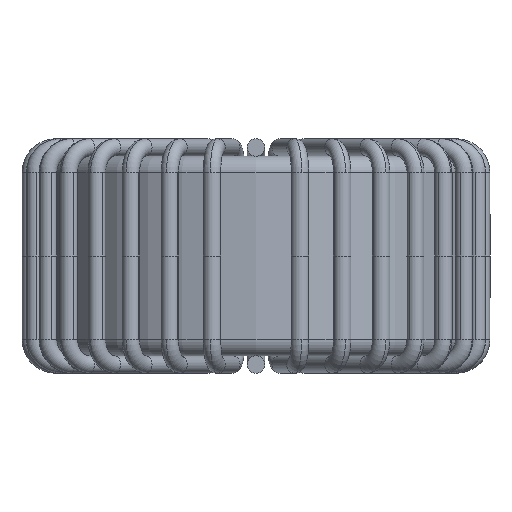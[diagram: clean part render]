
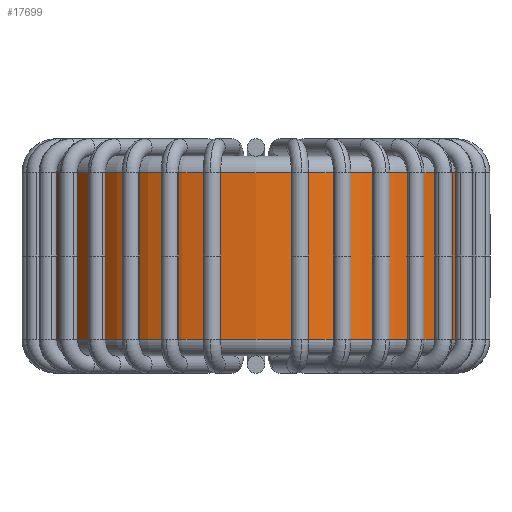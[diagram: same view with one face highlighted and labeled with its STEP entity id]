
A CAD part, front view. The second image highlights one B-rep face of the part: STEP entity #17699.
In plain terms, the highlighted cylindrical face has radius 19.848 mm (diameter 39.697 mm), a partial arc.
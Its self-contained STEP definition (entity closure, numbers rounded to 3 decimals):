
#169 = DIRECTION ( 'NONE',  ( -1., 0., 0. ) ) ;
#692 = DIRECTION ( 'NONE',  ( 0., 0., 1. ) ) ;
#1172 = VERTEX_POINT ( 'NONE', #1441 ) ;
#1310 = ORIENTED_EDGE ( 'NONE', *, *, #3226, .T. ) ;
#1441 = CARTESIAN_POINT ( 'NONE',  ( 19.848, 0., -7.65 ) ) ;
#1512 = DIRECTION ( 'NONE',  ( 0., 0., -1. ) ) ;
#1839 = LINE ( 'NONE', #16101, #5321 ) ;
#2031 = CARTESIAN_POINT ( 'NONE',  ( 0., 0., -7.65 ) ) ;
#2130 = AXIS2_PLACEMENT_3D ( 'NONE', #14000, #5566, #169 ) ;
#2215 = DIRECTION ( 'NONE',  ( 1., 0., 0. ) ) ;
#2438 = CIRCLE ( 'NONE', #11663, 19.848 ) ;
#3226 = EDGE_CURVE ( 'NONE', #12285, #17947, #1839, .T. ) ;
#3895 = EDGE_CURVE ( 'NONE', #7479, #12285, #2438, .T. ) ;
#4525 = EDGE_CURVE ( 'NONE', #7479, #1172, #11358, .T. ) ;
#4825 = ORIENTED_EDGE ( 'NONE', *, *, #4525, .F. ) ;
#5180 = FACE_OUTER_BOUND ( 'NONE', #8971, .T. ) ;
#5321 = VECTOR ( 'NONE', #11892, 1000. ) ;
#5566 = DIRECTION ( 'NONE',  ( 0., 0., -1. ) ) ;
#6147 = DIRECTION ( 'NONE',  ( 1., 0., 0. ) ) ;
#6413 = DIRECTION ( 'NONE',  ( 0., 0., -1. ) ) ;
#6973 = AXIS2_PLACEMENT_3D ( 'NONE', #2031, #692, #6147 ) ;
#7479 = VERTEX_POINT ( 'NONE', #15671 ) ;
#7619 = ORIENTED_EDGE ( 'NONE', *, *, #3895, .T. ) ;
#7728 = ORIENTED_EDGE ( 'NONE', *, *, #15309, .T. ) ;
#8670 = CARTESIAN_POINT ( 'NONE',  ( -19.848, 0., 7.65 ) ) ;
#8971 = EDGE_LOOP ( 'NONE', ( #4825, #7619, #1310, #7728 ) ) ;
#9973 = CYLINDRICAL_SURFACE ( 'NONE', #2130, 19.848 ) ;
#11358 = LINE ( 'NONE', #14021, #16728 ) ;
#11663 = AXIS2_PLACEMENT_3D ( 'NONE', #15891, #6413, #2215 ) ;
#11892 = DIRECTION ( 'NONE',  ( 0., 0., -1. ) ) ;
#12174 = CARTESIAN_POINT ( 'NONE',  ( -19.848, 0., -7.65 ) ) ;
#12285 = VERTEX_POINT ( 'NONE', #8670 ) ;
#14000 = CARTESIAN_POINT ( 'NONE',  ( 0., 0., 9.15 ) ) ;
#14021 = CARTESIAN_POINT ( 'NONE',  ( 19.848, 0., 9.15 ) ) ;
#15309 = EDGE_CURVE ( 'NONE', #17947, #1172, #16099, .T. ) ;
#15671 = CARTESIAN_POINT ( 'NONE',  ( 19.848, 0., 7.65 ) ) ;
#15891 = CARTESIAN_POINT ( 'NONE',  ( 0., 0., 7.65 ) ) ;
#16099 = CIRCLE ( 'NONE', #6973, 19.848 ) ;
#16101 = CARTESIAN_POINT ( 'NONE',  ( -19.848, 0., 9.15 ) ) ;
#16728 = VECTOR ( 'NONE', #1512, 1000. ) ;
#17699 = ADVANCED_FACE ( 'NONE', ( #5180 ), #9973, .T. ) ;
#17947 = VERTEX_POINT ( 'NONE', #12174 ) ;
